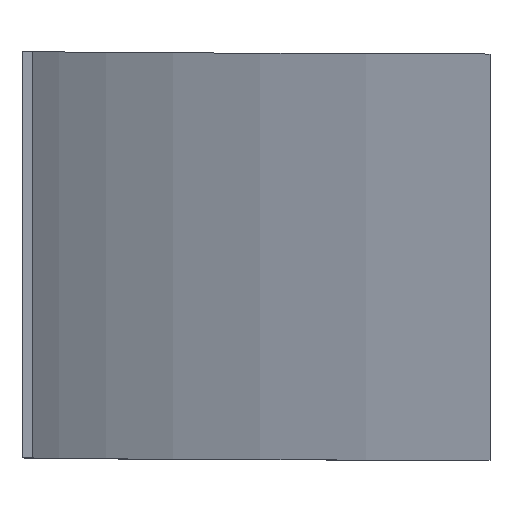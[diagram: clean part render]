
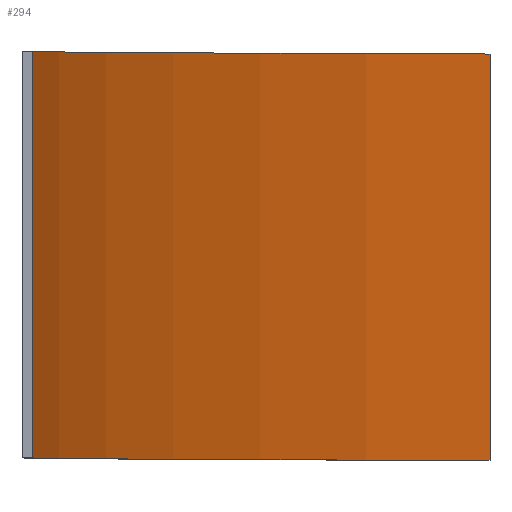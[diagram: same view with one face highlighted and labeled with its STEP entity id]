
A CAD part, top view. The second image highlights one B-rep face of the part: STEP entity #294.
In plain terms, the highlighted cylindrical face has radius 310 mm (diameter 620 mm), a partial arc.
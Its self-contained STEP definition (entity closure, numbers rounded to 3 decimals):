
#32 = PLANE('',#33);
#33 = AXIS2_PLACEMENT_3D('',#34,#35,#36);
#34 = CARTESIAN_POINT('',(109.644,20.,112.));
#35 = DIRECTION('',(-0.064,0.,0.998));
#36 = DIRECTION('',(0.998,0.,0.064));
#57 = VERTEX_POINT('',#58);
#58 = CARTESIAN_POINT('',(110.642,-20.,112.064));
#72 = PLANE('',#73);
#73 = AXIS2_PLACEMENT_3D('',#74,#75,#76);
#74 = CARTESIAN_POINT('',(127.6,-20.,39.266));
#75 = DIRECTION('',(0.,1.,0.));
#76 = DIRECTION('',(0.,0.,1.));
#84 = EDGE_CURVE('',#85,#57,#87,.T.);
#85 = VERTEX_POINT('',#86);
#86 = CARTESIAN_POINT('',(110.642,20.,112.064));
#87 = SURFACE_CURVE('',#88,(#92,#99),.PCURVE_S1.);
#88 = LINE('',#89,#90);
#89 = CARTESIAN_POINT('',(110.642,20.,112.064));
#90 = VECTOR('',#91,1.);
#91 = DIRECTION('',(0.,-1.,0.));
#92 = PCURVE('',#32,#93);
#93 = DEFINITIONAL_REPRESENTATION('',(#94),#98);
#94 = LINE('',#95,#96);
#95 = CARTESIAN_POINT('',(1.,0.));
#96 = VECTOR('',#97,1.);
#97 = DIRECTION('',(0.,-1.));
#98 = ( GEOMETRIC_REPRESENTATION_CONTEXT(2) 
PARAMETRIC_REPRESENTATION_CONTEXT() REPRESENTATION_CONTEXT('2D SPACE',''
  ) );
#99 = PCURVE('',#100,#105);
#100 = CYLINDRICAL_SURFACE('',#101,310.);
#101 = AXIS2_PLACEMENT_3D('',#102,#103,#104);
#102 = CARTESIAN_POINT('',(420.,20.,132.));
#103 = DIRECTION('',(0.,1.,0.));
#104 = DIRECTION('',(1.,0.,0.));
#105 = DEFINITIONAL_REPRESENTATION('',(#106),#110);
#106 = LINE('',#107,#108);
#107 = CARTESIAN_POINT('',(-3.206,0.));
#108 = VECTOR('',#109,1.);
#109 = DIRECTION('',(-0.,-1.));
#110 = ( GEOMETRIC_REPRESENTATION_CONTEXT(2) 
PARAMETRIC_REPRESENTATION_CONTEXT() REPRESENTATION_CONTEXT('2D SPACE',''
  ) );
#126 = PLANE('',#127);
#127 = AXIS2_PLACEMENT_3D('',#128,#129,#130);
#128 = CARTESIAN_POINT('',(127.6,20.,39.266));
#129 = DIRECTION('',(0.,1.,0.));
#130 = DIRECTION('',(0.,0.,1.));
#186 = PLANE('',#187);
#187 = AXIS2_PLACEMENT_3D('',#188,#189,#190);
#188 = CARTESIAN_POINT('',(154.845,20.,-30.523));
#189 = DIRECTION('',(-0.523,0.,0.853));
#190 = DIRECTION('',(0.853,0.,0.523));
#229 = VERTEX_POINT('',#230);
#230 = CARTESIAN_POINT('',(155.697,-20.,-30.));
#251 = EDGE_CURVE('',#252,#229,#254,.T.);
#252 = VERTEX_POINT('',#253);
#253 = CARTESIAN_POINT('',(155.697,20.,-30.));
#254 = SURFACE_CURVE('',#255,(#259,#266),.PCURVE_S1.);
#255 = LINE('',#256,#257);
#256 = CARTESIAN_POINT('',(155.697,20.,-30.));
#257 = VECTOR('',#258,1.);
#258 = DIRECTION('',(0.,-1.,0.));
#259 = PCURVE('',#186,#260);
#260 = DEFINITIONAL_REPRESENTATION('',(#261),#265);
#261 = LINE('',#262,#263);
#262 = CARTESIAN_POINT('',(1.,0.));
#263 = VECTOR('',#264,1.);
#264 = DIRECTION('',(0.,-1.));
#265 = ( GEOMETRIC_REPRESENTATION_CONTEXT(2) 
PARAMETRIC_REPRESENTATION_CONTEXT() REPRESENTATION_CONTEXT('2D SPACE',''
  ) );
#266 = PCURVE('',#100,#267);
#267 = DEFINITIONAL_REPRESENTATION('',(#268),#272);
#268 = LINE('',#269,#270);
#269 = CARTESIAN_POINT('',(-3.691,0.));
#270 = VECTOR('',#271,1.);
#271 = DIRECTION('',(-0.,-1.));
#272 = ( GEOMETRIC_REPRESENTATION_CONTEXT(2) 
PARAMETRIC_REPRESENTATION_CONTEXT() REPRESENTATION_CONTEXT('2D SPACE',''
  ) );
#294 = ADVANCED_FACE('',(#295),#100,.F.);
#295 = FACE_BOUND('',#296,.T.);
#296 = EDGE_LOOP('',(#297,#298,#324,#325));
#297 = ORIENTED_EDGE('',*,*,#84,.T.);
#298 = ORIENTED_EDGE('',*,*,#299,.T.);
#299 = EDGE_CURVE('',#57,#229,#300,.T.);
#300 = SURFACE_CURVE('',#301,(#306,#313),.PCURVE_S1.);
#301 = CIRCLE('',#302,310.);
#302 = AXIS2_PLACEMENT_3D('',#303,#304,#305);
#303 = CARTESIAN_POINT('',(420.,-20.,132.));
#304 = DIRECTION('',(0.,-1.,0.));
#305 = DIRECTION('',(1.,0.,0.));
#306 = PCURVE('',#100,#307);
#307 = DEFINITIONAL_REPRESENTATION('',(#308),#312);
#308 = LINE('',#309,#310);
#309 = CARTESIAN_POINT('',(-0.,-40.));
#310 = VECTOR('',#311,1.);
#311 = DIRECTION('',(-1.,0.));
#312 = ( GEOMETRIC_REPRESENTATION_CONTEXT(2) 
PARAMETRIC_REPRESENTATION_CONTEXT() REPRESENTATION_CONTEXT('2D SPACE',''
  ) );
#313 = PCURVE('',#72,#314);
#314 = DEFINITIONAL_REPRESENTATION('',(#315),#323);
#315 = ( BOUNDED_CURVE() B_SPLINE_CURVE(2,(#316,#317,#318,#319,#320,#321
,#322),.UNSPECIFIED.,.T.,.F.) B_SPLINE_CURVE_WITH_KNOTS((1,2,2,2,2,1),(
    -2.094,0.,2.094,4.189,6.283,
8.378),.UNSPECIFIED.) CURVE() GEOMETRIC_REPRESENTATION_ITEM() 
RATIONAL_B_SPLINE_CURVE((1.,0.5,1.,0.5,1.,0.5,1.)) REPRESENTATION_ITEM(
  '') );
#316 = CARTESIAN_POINT('',(92.734,602.4));
#317 = CARTESIAN_POINT('',(629.67,602.4));
#318 = CARTESIAN_POINT('',(361.202,137.4));
#319 = CARTESIAN_POINT('',(92.734,-327.6));
#320 = CARTESIAN_POINT('',(-175.734,137.4));
#321 = CARTESIAN_POINT('',(-444.202,602.4));
#322 = CARTESIAN_POINT('',(92.734,602.4));
#323 = ( GEOMETRIC_REPRESENTATION_CONTEXT(2) 
PARAMETRIC_REPRESENTATION_CONTEXT() REPRESENTATION_CONTEXT('2D SPACE',''
  ) );
#324 = ORIENTED_EDGE('',*,*,#251,.F.);
#325 = ORIENTED_EDGE('',*,*,#326,.F.);
#326 = EDGE_CURVE('',#85,#252,#327,.T.);
#327 = SURFACE_CURVE('',#328,(#333,#340),.PCURVE_S1.);
#328 = CIRCLE('',#329,310.);
#329 = AXIS2_PLACEMENT_3D('',#330,#331,#332);
#330 = CARTESIAN_POINT('',(420.,20.,132.));
#331 = DIRECTION('',(0.,-1.,0.));
#332 = DIRECTION('',(1.,0.,0.));
#333 = PCURVE('',#100,#334);
#334 = DEFINITIONAL_REPRESENTATION('',(#335),#339);
#335 = LINE('',#336,#337);
#336 = CARTESIAN_POINT('',(-0.,0.));
#337 = VECTOR('',#338,1.);
#338 = DIRECTION('',(-1.,0.));
#339 = ( GEOMETRIC_REPRESENTATION_CONTEXT(2) 
PARAMETRIC_REPRESENTATION_CONTEXT() REPRESENTATION_CONTEXT('2D SPACE',''
  ) );
#340 = PCURVE('',#126,#341);
#341 = DEFINITIONAL_REPRESENTATION('',(#342),#350);
#342 = ( BOUNDED_CURVE() B_SPLINE_CURVE(2,(#343,#344,#345,#346,#347,#348
,#349),.UNSPECIFIED.,.T.,.F.) B_SPLINE_CURVE_WITH_KNOTS((1,2,2,2,2,1),(
    -2.094,0.,2.094,4.189,6.283,
8.378),.UNSPECIFIED.) CURVE() GEOMETRIC_REPRESENTATION_ITEM() 
RATIONAL_B_SPLINE_CURVE((1.,0.5,1.,0.5,1.,0.5,1.)) REPRESENTATION_ITEM(
  '') );
#343 = CARTESIAN_POINT('',(92.734,602.4));
#344 = CARTESIAN_POINT('',(629.67,602.4));
#345 = CARTESIAN_POINT('',(361.202,137.4));
#346 = CARTESIAN_POINT('',(92.734,-327.6));
#347 = CARTESIAN_POINT('',(-175.734,137.4));
#348 = CARTESIAN_POINT('',(-444.202,602.4));
#349 = CARTESIAN_POINT('',(92.734,602.4));
#350 = ( GEOMETRIC_REPRESENTATION_CONTEXT(2) 
PARAMETRIC_REPRESENTATION_CONTEXT() REPRESENTATION_CONTEXT('2D SPACE',''
  ) );
